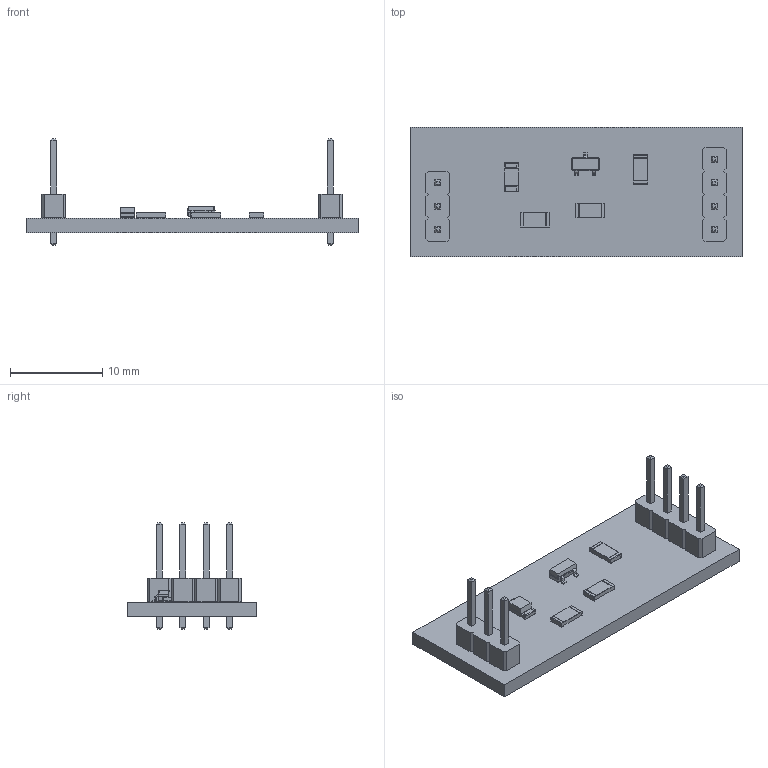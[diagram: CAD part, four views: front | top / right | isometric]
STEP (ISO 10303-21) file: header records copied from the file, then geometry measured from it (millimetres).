
FILE_DESCRIPTION(('KiCad electronic assembly'),'2;1');
FILE_NAME('ServoPmosModule-3D.step','2021-08-17T08:56:10',('An Author'), ('A Company'),'Open CASCADE STEP processor 7.3', 'KiCad to STEP converter','Unknown');
FILE_SCHEMA(('AUTOMOTIVE_DESIGN { 1 0 10303 214 1 1 1 1 }'));
Length unit declared in the file: millimetre
Products named in the file (12): Open CASCADE STEP translator 7.3 1; R_1206_3216Metric; SOLID; SOT-23; PinHeader_1x03_P2.54mm_Vertical; PinHeader_1x04_P2.54mm_Vertical; LED_1206_3216Metric; COMPOUND
Assembly tree (13 placements, depth 3):
  Open CASCADE STEP translator 7.3 1
    R_1206_3216Metric  x3
      SOLID
    SOT-23
      SOLID
    PinHeader_1x03_P2.54mm_Vertical
      SOLID
    PinHeader_1x04_P2.54mm_Vertical
      SOLID
    LED_1206_3216Metric
      SOLID
    COMPOUND
Bounding box: 36 x 14 x 11.54 mm (x, y, z)
Volume: 951.8 mm3; surface area: 1641.7 mm2
Topology: 8 solids, 8 shells, 393 faces, 968 edges, 606 vertices
Faces by surface type: plane 315, cylinder 51, bspline 27
Full cylindrical faces by diameter (mm): 1 x7
Entity records: 23213 total; most frequent: CARTESIAN_POINT 3855, DIRECTION 3096, LINE 2272, VECTOR 2272, ORIENTED_EDGE 1664, PCURVE 1664, DEFINITIONAL_REPRESENTATION 1664, EDGE_CURVE 832
